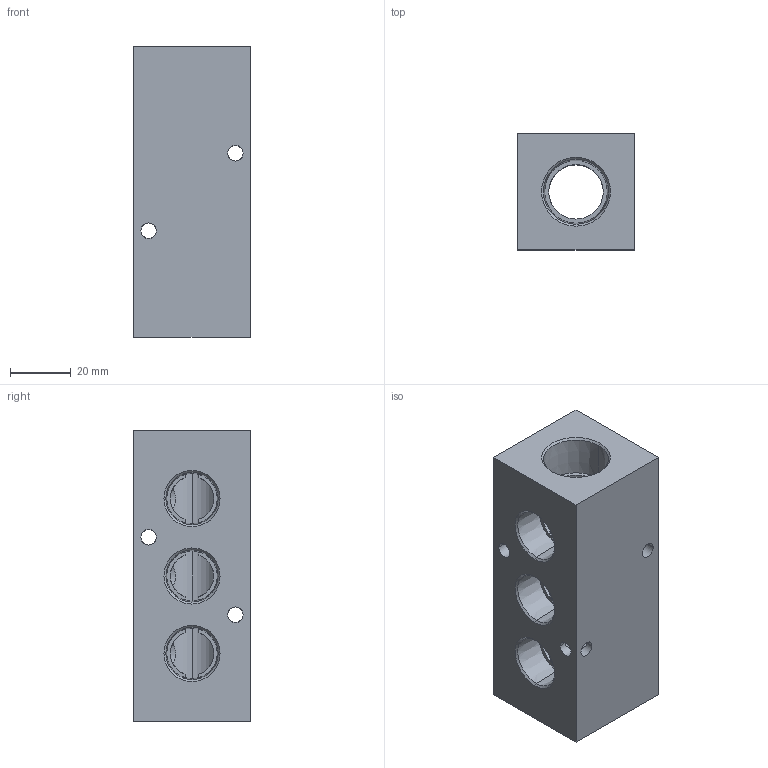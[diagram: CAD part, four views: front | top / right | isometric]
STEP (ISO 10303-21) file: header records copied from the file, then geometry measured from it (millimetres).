
FILE_DESCRIPTION (( 'STEP AP203' ), '1' );
FILE_NAME ('MRA-3ED-90.step', '2015-12-02T21:08:17', ( '' ), ( '' ), 'SwSTEP 2.0', 'SolidWorks 2015', '' );
FILE_SCHEMA (( 'CONFIG_CONTROL_DESIGN' ));
Length unit declared in the file: inch
Products named in the file (1): MRA-3ED-90
Bounding box: 38.1 x 38.1 x 95.25 mm (x, y, z)
Volume: 94429.4 mm3; surface area: 25796.1 mm2
Topology: 1 solids, 1 shells, 82 faces, 230 edges, 142 vertices
Faces by surface type: cone 32, cylinder 30, plane 20
Entity records: 3153 total; most frequent: CARTESIAN_POINT 996, ORIENTED_EDGE 460, DIRECTION 415, EDGE_CURVE 230, AXIS2_PLACEMENT_3D 163, VERTEX_POINT 142, EDGE_LOOP 100, VECTOR 89
